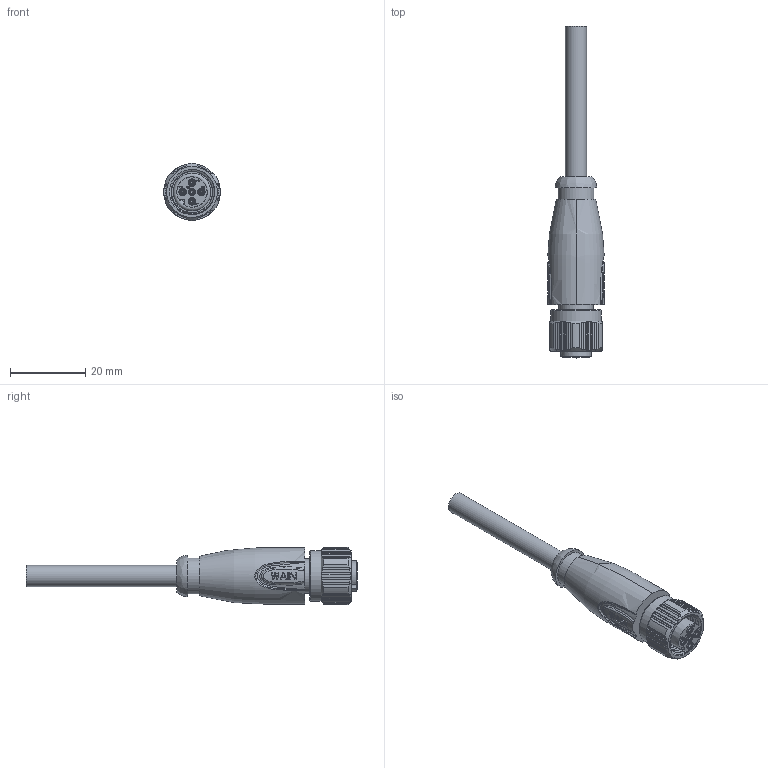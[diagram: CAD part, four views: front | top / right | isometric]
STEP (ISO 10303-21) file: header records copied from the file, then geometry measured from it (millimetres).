
FILE_DESCRIPTION(/* description */ (''),/* implementation_level */ '2;1');
FILE_NAME(/* name */ '3D_1630054024001_M12-F05A-T-1.5-PVC_V1.1.stp',/* time_stamp */ '2023-12-01T17:33:11+08:00',/* author */ (''),/* organization */ (''),/* preprocessor_version */ 'ST-DEVELOPER v18.1',/* originating_system */ 'SIEMENS PLM Software NX 1980',/* authorisation */ '');
FILE_SCHEMA (('AUTOMOTIVE_DESIGN { 1 0 10303 214 3 1 1 1 }'));
Length unit declared in the file: millimetre
Products named in the file (1): 222222
Bounding box: 15 x 88.2 x 15.19 mm (x, y, z)
Volume: 7288.8 mm3; surface area: 4386.2 mm2
Topology: 1 solids, 1 shells, 492 faces, 1405 edges, 922 vertices
Faces by surface type: plane 262, cylinder 115, extrusion 49, cone 35, bspline 15, torus 12, revolution 4
Full cylindrical faces by diameter (mm): 1.1 x5, 1.15 x5, 1.6 x5, 1.96 x5, 2 x1, 5.6 x1, 9.2 x1, 9.5 x1, 13.5 x1
Entity records: 21400 total; most frequent: CARTESIAN_POINT 10461, ORIENTED_EDGE 2622, DIRECTION 1590, EDGE_CURVE 1311, VERTEX_POINT 891, B_SPLINE_CURVE_WITH_KNOTS 846, AXIS2_PLACEMENT_3D 597, EDGE_LOOP 579
